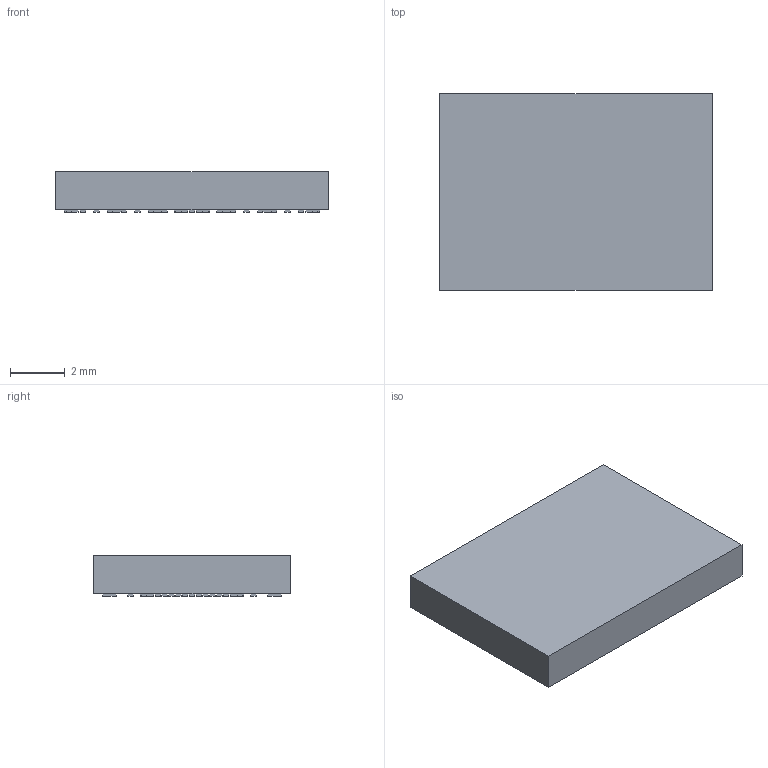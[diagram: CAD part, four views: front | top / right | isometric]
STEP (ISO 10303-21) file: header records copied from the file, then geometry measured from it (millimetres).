
FILE_DESCRIPTION(('FreeCAD Model'),'2;1');
FILE_NAME('2233997.1.2.stp','2020-04-10T23:29:05',( 'Author'),(''),'Open CASCADE STEP processor 6.9','FreeCAD','Unknown' );
FILE_SCHEMA(('AUTOMOTIVE_DESIGN { 1 0 10303 214 1 1 1 1 }'));
Length unit declared in the file: millimetre
Products named in the file (3): ASSEMBLY; Body; Pins
Assembly tree (2 placements, depth 2):
  ASSEMBLY
    Body
    Pins
Bounding box: 10 x 7.2 x 1.5 mm (x, y, z)
Volume: 101.9 mm3; surface area: 228.2 mm2
Topology: 107 solids, 107 shells, 642 faces, 1284 edges, 856 vertices
Faces by surface type: plane 642
Entity records: 33761 total; most frequent: CARTESIAN_POINT 5353, DIRECTION 5142, LINE 3852, VECTOR 3852, ORIENTED_EDGE 2568, PCURVE 2568, DEFINITIONAL_REPRESENTATION 2568, EDGE_CURVE 1284
